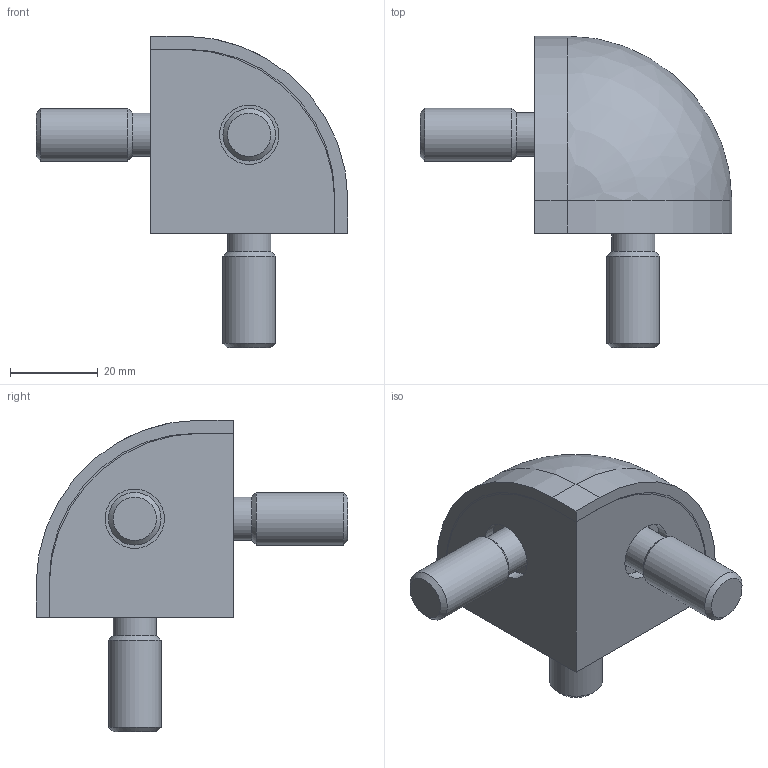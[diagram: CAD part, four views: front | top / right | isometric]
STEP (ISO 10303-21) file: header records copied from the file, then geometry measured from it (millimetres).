
FILE_DESCRIPTION(('STEP AP203'),'1');
FILE_NAME('FIXE10B1402.stp','2023-10-18T06:43:45',(' '),(' '),'Spatial InterOp 3D',' ',' ');
FILE_SCHEMA(('CONFIG_CONTROL_DESIGN'));
Length unit declared in the file: millimetre
Products named in the file (4): Kit Raccord d'angle 10-R45; Cache Raccord d'angle 10-45R; Vis S12x30 hexagonale P10; Raccord d'angle 10-45
Assembly tree (3 placements, depth 2):
  Kit Raccord d'angle 10-R45
    Vis S12x30 hexagonale P10  x3
  Cache Raccord d'angle 10-45R
  Raccord d'angle 10-45
Bounding box: 71.1 x 71.1 x 71.1 mm (x, y, z)
Volume: 46073.6 mm3; surface area: 22492.5 mm2
Topology: 5 solids, 5 shells, 104 faces, 244 edges, 157 vertices
Faces by surface type: plane 51, cylinder 24, cone 21, torus 6, sphere 2
Full cylindrical faces by diameter (mm): 9.9 x3, 12 x3, 13.5 x3, 19 x3, 20 x3
Entity records: 2751 total; most frequent: CARTESIAN_POINT 427, DIRECTION 283, ORIENTED_EDGE 226, PROPERTY_DEFINITION_REPRESENTATION 135, GENERAL_PROPERTY_ASSOCIATION 135, PROPERTY_DEFINITION 135, REPRESENTATION 135, GENERAL_PROPERTY 135
